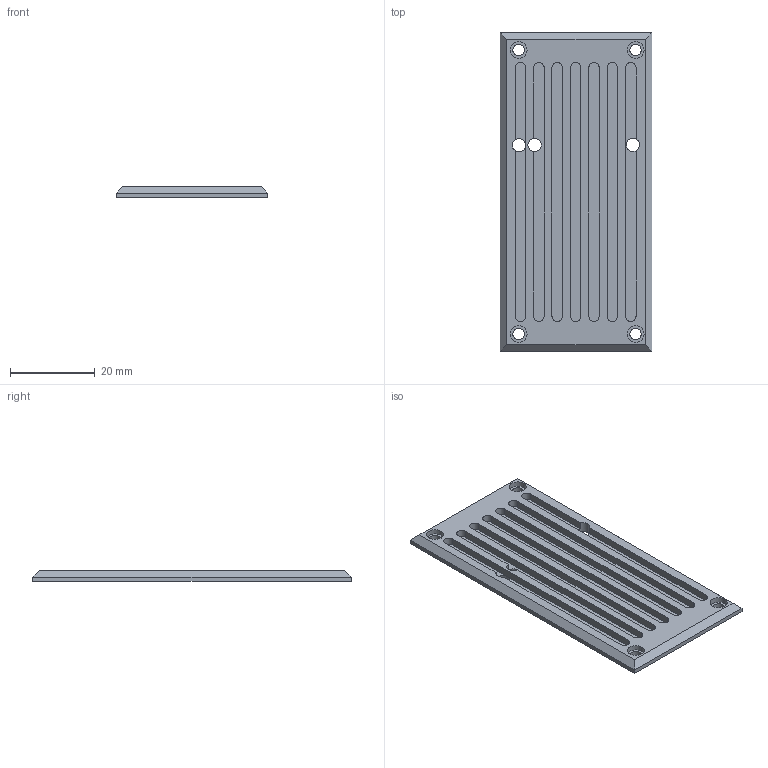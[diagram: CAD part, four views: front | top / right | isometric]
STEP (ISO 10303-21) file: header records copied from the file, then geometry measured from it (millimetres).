
FILE_DESCRIPTION(/* description */ (''),/* implementation_level */ '2;1');
FILE_NAME(/* name */ 'Light Cover.step',/* time_stamp */ '2025-04-26T11:16:37-05:00',/* author */ (''),/* organization */ (''),/* preprocessor_version */ 'ST-DEVELOPER v20.1',/* originating_system */ 'Autodesk Translation Framework v14.4.0.0',/* authorisation */ '');
FILE_SCHEMA (('AUTOMOTIVE_DESIGN { 1 0 10303 214 3 1 1 }'));
Length unit declared in the file: millimetre
Products named in the file (1): 2025-04-26-11-16-37-273
Bounding box: 35.67 x 75 x 2.5 mm (x, y, z)
Volume: 4473 mm3; surface area: 7274.8 mm2
Topology: 1 solids, 1 shells, 63 faces, 155 edges, 102 vertices
Faces by surface type: plane 38, cylinder 25
Full cylindrical faces by diameter (mm): 2.7 x4, 3.15 x3, 4 x4
Entity records: 1934 total; most frequent: DIRECTION 339, CARTESIAN_POINT 321, ORIENTED_EDGE 310, EDGE_CURVE 155, AXIS2_PLACEMENT_3D 120, VERTEX_POINT 102, LINE 99, VECTOR 99
